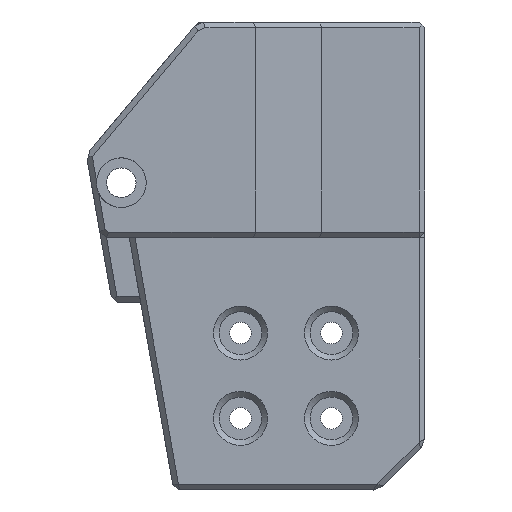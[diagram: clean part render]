
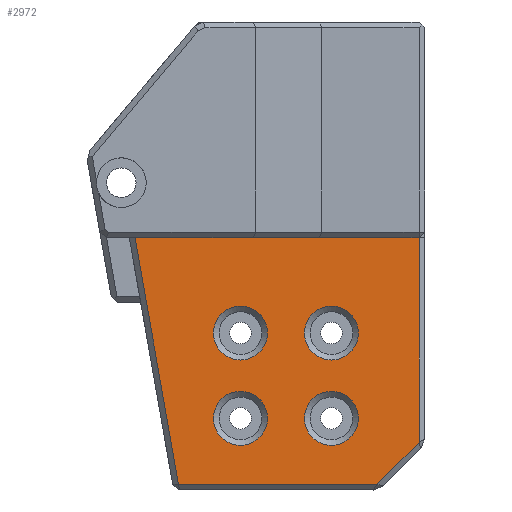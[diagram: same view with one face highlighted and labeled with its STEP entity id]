
A CAD part, front view. The second image highlights one B-rep face of the part: STEP entity #2972.
In plain terms, the highlighted planar face has unit normal (0, -1, 0).
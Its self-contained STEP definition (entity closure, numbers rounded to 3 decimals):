
#65=FACE_BOUND('',#337,.T.);
#66=FACE_BOUND('',#338,.T.);
#67=FACE_BOUND('',#339,.T.);
#68=FACE_BOUND('',#340,.T.);
#159=FACE_OUTER_BOUND('',#336,.T.);
#336=EDGE_LOOP('',(#2293,#2294,#2295,#2296,#2297,#2298));
#337=EDGE_LOOP('',(#2299));
#338=EDGE_LOOP('',(#2300));
#339=EDGE_LOOP('',(#2301));
#340=EDGE_LOOP('',(#2302));
#471=CIRCLE('',#3148,4.75);
#472=CIRCLE('',#3150,4.75);
#473=CIRCLE('',#3152,4.75);
#474=CIRCLE('',#3154,4.75);
#597=LINE('',#4338,#959);
#642=LINE('',#4467,#1004);
#643=LINE('',#4469,#1005);
#695=LINE('',#4585,#1057);
#696=LINE('',#4587,#1058);
#698=LINE('',#4590,#1060);
#959=VECTOR('',#3484,10.);
#1004=VECTOR('',#3603,10.);
#1005=VECTOR('',#3606,10.);
#1057=VECTOR('',#3720,10.);
#1058=VECTOR('',#3723,10.);
#1060=VECTOR('',#3727,10.);
#1311=VERTEX_POINT('',#4335);
#1312=VERTEX_POINT('',#4337);
#1349=VERTEX_POINT('',#4434);
#1351=VERTEX_POINT('',#4440);
#1354=VERTEX_POINT('',#4447);
#1355=VERTEX_POINT('',#4451);
#1356=VERTEX_POINT('',#4455);
#1357=VERTEX_POINT('',#4459);
#1359=VERTEX_POINT('',#4465);
#1392=VERTEX_POINT('',#4583);
#1609=EDGE_CURVE('',#1311,#1312,#597,.T.);
#1660=EDGE_CURVE('',#1354,#1354,#471,.T.);
#1662=EDGE_CURVE('',#1355,#1355,#472,.T.);
#1664=EDGE_CURVE('',#1356,#1356,#473,.T.);
#1666=EDGE_CURVE('',#1357,#1357,#474,.T.);
#1670=EDGE_CURVE('',#1359,#1351,#642,.T.);
#1671=EDGE_CURVE('',#1351,#1349,#643,.T.);
#1731=EDGE_CURVE('',#1311,#1392,#695,.T.);
#1732=EDGE_CURVE('',#1312,#1359,#696,.T.);
#1734=EDGE_CURVE('',#1349,#1392,#698,.T.);
#2293=ORIENTED_EDGE('',*,*,#1732,.F.);
#2294=ORIENTED_EDGE('',*,*,#1609,.F.);
#2295=ORIENTED_EDGE('',*,*,#1731,.T.);
#2296=ORIENTED_EDGE('',*,*,#1734,.F.);
#2297=ORIENTED_EDGE('',*,*,#1671,.F.);
#2298=ORIENTED_EDGE('',*,*,#1670,.F.);
#2299=ORIENTED_EDGE('',*,*,#1666,.F.);
#2300=ORIENTED_EDGE('',*,*,#1664,.F.);
#2301=ORIENTED_EDGE('',*,*,#1662,.F.);
#2302=ORIENTED_EDGE('',*,*,#1660,.F.);
#2821=PLANE('',#3189);
#2972=ADVANCED_FACE('',(#159,#65,#66,#67,#68),#2821,.T.);
#3148=AXIS2_PLACEMENT_3D('',#4448,#3581,#3582);
#3150=AXIS2_PLACEMENT_3D('',#4452,#3586,#3587);
#3152=AXIS2_PLACEMENT_3D('',#4456,#3591,#3592);
#3154=AXIS2_PLACEMENT_3D('',#4460,#3596,#3597);
#3189=AXIS2_PLACEMENT_3D('',#4589,#3725,#3726);
#3484=DIRECTION('',(1.,0.,0.));
#3581=DIRECTION('center_axis',(0.,-1.,0.));
#3582=DIRECTION('ref_axis',(-1.,0.,0.));
#3586=DIRECTION('center_axis',(0.,-1.,0.));
#3587=DIRECTION('ref_axis',(-1.,0.,0.));
#3591=DIRECTION('center_axis',(0.,-1.,0.));
#3592=DIRECTION('ref_axis',(-1.,0.,0.));
#3596=DIRECTION('center_axis',(0.,-1.,0.));
#3597=DIRECTION('ref_axis',(-1.,0.,0.));
#3603=DIRECTION('',(-0.707,0.,-0.707));
#3606=DIRECTION('',(-1.,0.,0.));
#3720=DIRECTION('',(-1.,0.,0.));
#3723=DIRECTION('',(0.,0.,-1.));
#3725=DIRECTION('center_axis',(0.,-1.,0.));
#3726=DIRECTION('ref_axis',(0.,0.,
-1.));
#3727=DIRECTION('',(-0.174,0.,0.985));
#4335=CARTESIAN_POINT('',(-79.569,-72.284,-361.473));
#4337=CARTESIAN_POINT('',(-47.863,-72.284,-361.473));
#4338=CARTESIAN_POINT('',(-78.126,-72.284,-361.473));
#4434=CARTESIAN_POINT('',(-90.171,-72.284,-404.838));
#4440=CARTESIAN_POINT('',(-55.278,-72.284,-404.838));
#4447=CARTESIAN_POINT('',(-74.531,-72.284,-378.237));
#4448=CARTESIAN_POINT('Origin',(-79.281,-72.284,-378.237));
#4451=CARTESIAN_POINT('',(-58.531,-72.284,-393.237));
#4452=CARTESIAN_POINT('Origin',(-63.281,-72.284,-393.237));
#4455=CARTESIAN_POINT('',(-74.531,-72.284,-393.237));
#4456=CARTESIAN_POINT('Origin',(-79.281,-72.284,-393.237));
#4459=CARTESIAN_POINT('',(-58.531,-72.284,-378.237));
#4460=CARTESIAN_POINT('Origin',(-63.281,-72.284,-378.237));
#4465=CARTESIAN_POINT('',(-47.863,-72.284,-397.424));
#4467=CARTESIAN_POINT('',(-47.896,-72.284,-397.457));
#4469=CARTESIAN_POINT('',(-61.516,-72.284,-404.838));
#4583=CARTESIAN_POINT('',(-97.818,-72.284,-361.473));
#4585=CARTESIAN_POINT('',(-64.753,-72.284,-361.473));
#4587=CARTESIAN_POINT('',(-47.863,-72.284,-341.998));
#4589=CARTESIAN_POINT('Origin',(-52.963,-72.284,-355.473));
#4590=CARTESIAN_POINT('',(-96.916,-72.284,-366.588));
